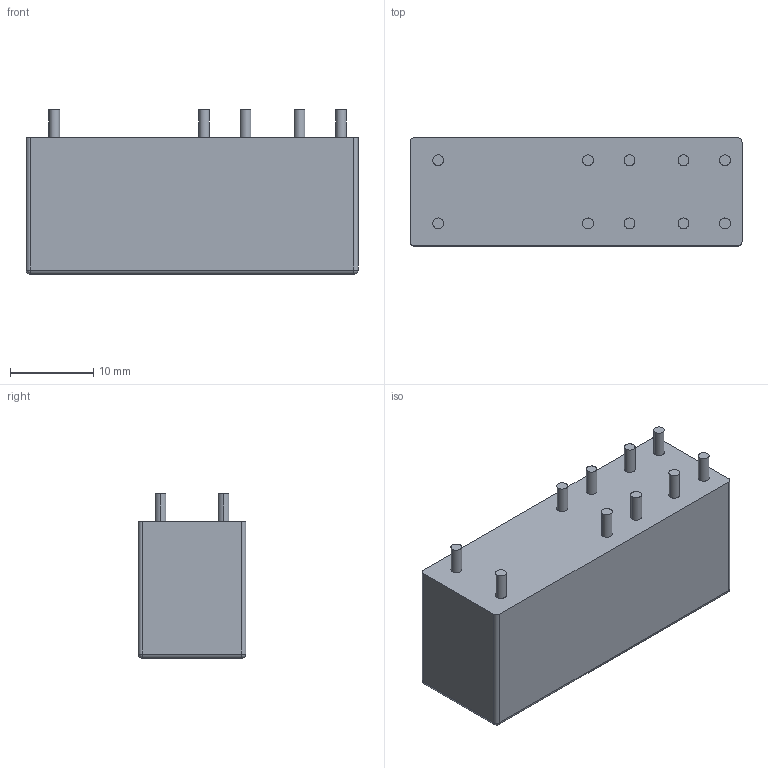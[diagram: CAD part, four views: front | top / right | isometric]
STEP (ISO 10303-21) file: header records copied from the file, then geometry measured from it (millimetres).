
FILE_DESCRIPTION((''),'2;1');
FILE_NAME('C-7-1415054-1','2020-04-02T06:21:41',('workeradm'),('TE Connectivity Ltd.'),'CREO PARAMETRIC BY PTC INC, 2019292','CREO PARAMETRIC BY PTC INC, 2019292','');
FILE_SCHEMA(('AUTOMOTIVE_DESIGN { 1 0 10303 214 1 1 1 1 }'));
Length unit declared in the file: millimetre
Products named in the file (1): C-7-1415054-1
Bounding box: 40 x 13 x 19.8 mm (x, y, z)
Volume: 8614.7 mm3; surface area: 2886.5 mm2
Topology: 1 solids, 1 shells, 48 faces, 106 edges, 80 vertices
Faces by surface type: cylinder 28, plane 16, sphere 4
Entity records: 1810 total; most frequent: DIRECTION 260, CARTESIAN_POINT 217, ORIENTED_EDGE 192, COLOUR_RGB 128, AXIS2_PLACEMENT_3D 105, EDGE_CURVE 96, VERTEX_POINT 60, EDGE_LOOP 58
